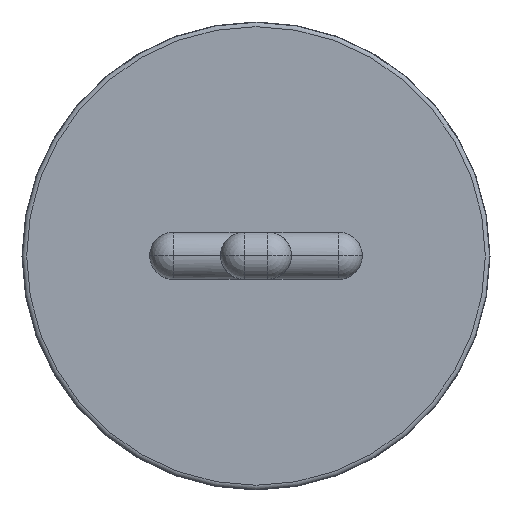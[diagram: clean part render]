
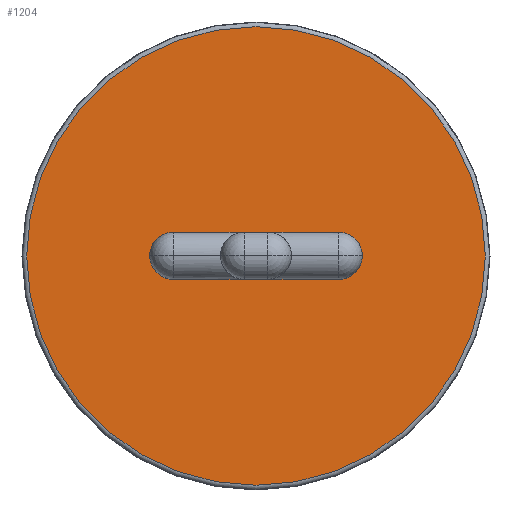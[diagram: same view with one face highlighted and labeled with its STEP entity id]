
A CAD part, top view. The second image highlights one B-rep face of the part: STEP entity #1204.
In plain terms, the highlighted planar face has unit normal (0, 0, 1).
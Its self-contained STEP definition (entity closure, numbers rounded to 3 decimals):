
#1188=CARTESIAN_POINT('',(-5.707,0.,46.));
#1189=DIRECTION('',(0.,0.,1.));
#1190=DIRECTION('',(1.,0.,0.));
#1191=AXIS2_PLACEMENT_3D('',#1188,#1189,#1190);
#1192=PLANE('',#1191);
#1193=CARTESIAN_POINT('',(9.705,-0.,46.));
#1194=VERTEX_POINT('',#1193);
#1195=CARTESIAN_POINT('',(0.,0.,46.));
#1196=DIRECTION('',(0.,0.,1.));
#1197=DIRECTION('',(1.,0.,-0.));
#1198=AXIS2_PLACEMENT_3D('',#1195,#1196,#1197);
#1199=CIRCLE('',#1198,9.705);
#1200=EDGE_CURVE('',#1194,#1194,#1199,.T.);
#1201=ORIENTED_EDGE('',*,*,#1200,.T.);
#1202=EDGE_LOOP('',(#1201));
#1203=FACE_BOUND('',#1202,.T.);
#1204=ADVANCED_FACE('',(#1203),#1192,.T.);
